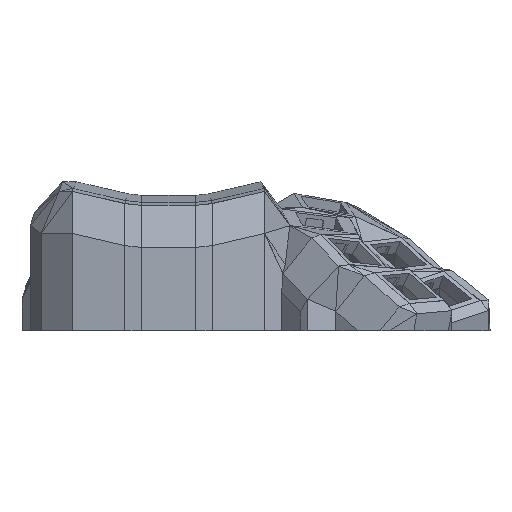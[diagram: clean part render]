
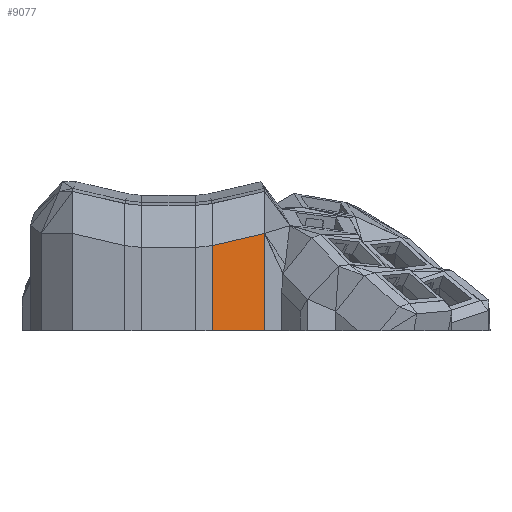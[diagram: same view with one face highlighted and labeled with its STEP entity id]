
A CAD part, left-side view. The second image highlights one B-rep face of the part: STEP entity #9077.
In plain terms, the highlighted planar face has unit normal (-0.991, -0.133, 0).
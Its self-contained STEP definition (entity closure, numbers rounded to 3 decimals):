
#71 = PLANE('',#72);
#72 = AXIS2_PLACEMENT_3D('',#73,#74,#75);
#73 = CARTESIAN_POINT('',(-175.,-175.,0.));
#74 = DIRECTION('',(0.,0.,1.));
#75 = DIRECTION('',(1.,0.,0.));
#1302 = VERTEX_POINT('',#1303);
#1303 = CARTESIAN_POINT('',(-89.924,-14.577,0.));
#1316 = PLANE('',#1317);
#1317 = AXIS2_PLACEMENT_3D('',#1318,#1319,#1320);
#1318 = CARTESIAN_POINT('',(-90.056,-12.569,
    24.832));
#1319 = DIRECTION('',(0.998,0.066,
    0.));
#1320 = DIRECTION('',(-0.066,0.998,
    0.));
#1327 = EDGE_CURVE('',#1328,#1302,#1330,.T.);
#1328 = VERTEX_POINT('',#1329);
#1329 = CARTESIAN_POINT('',(-87.594,-31.964,0.));
#1330 = SURFACE_CURVE('',#1331,(#1335,#1341),.PCURVE_S1.);
#1331 = LINE('',#1332,#1333);
#1332 = CARTESIAN_POINT('',(-79.465,-92.639,0.));
#1333 = VECTOR('',#1334,1.);
#1334 = DIRECTION('',(-0.133,0.991,0.));
#1335 = PCURVE('',#71,#1336);
#1336 = DEFINITIONAL_REPRESENTATION('',(#1337),#1340);
#1337 = B_SPLINE_CURVE_WITH_KNOTS('',1,(#1338,#1339),.UNSPECIFIED.,.F.,
  .F.,(2,2),(61.218,78.76),.PIECEWISE_BEZIER_KNOTS.);
#1338 = CARTESIAN_POINT('',(87.406,143.036));
#1339 = CARTESIAN_POINT('',(85.076,160.423));
#1340 = ( GEOMETRIC_REPRESENTATION_CONTEXT(2) 
PARAMETRIC_REPRESENTATION_CONTEXT() REPRESENTATION_CONTEXT('2D SPACE',''
  ) );
#1341 = PCURVE('',#1342,#1347);
#1342 = PLANE('',#1343);
#1343 = AXIS2_PLACEMENT_3D('',#1344,#1345,#1346);
#1344 = CARTESIAN_POINT('',(-88.621,-24.304,
    27.01));
#1345 = DIRECTION('',(-0.991,-0.133,-0.));
#1346 = DIRECTION('',(0.133,-0.991,0.));
#1347 = DEFINITIONAL_REPRESENTATION('',(#1348),#1351);
#1348 = B_SPLINE_CURVE_WITH_KNOTS('',1,(#1349,#1350),.UNSPECIFIED.,.F.,
  .F.,(2,2),(61.218,78.76),.PIECEWISE_BEZIER_KNOTS.);
#1349 = CARTESIAN_POINT('',(7.728,-27.01));
#1350 = CARTESIAN_POINT('',(-9.814,-27.01));
#1351 = ( GEOMETRIC_REPRESENTATION_CONTEXT(2) 
PARAMETRIC_REPRESENTATION_CONTEXT() REPRESENTATION_CONTEXT('2D SPACE',''
  ) );
#1368 = PLANE('',#1369);
#1369 = AXIS2_PLACEMENT_3D('',#1370,#1371,#1372);
#1370 = CARTESIAN_POINT('',(-86.104,-33.568,
    11.511));
#1371 = DIRECTION('',(0.733,0.681,0.)
  );
#1372 = DIRECTION('',(-0.681,0.733,0.));
#5495 = EDGE_CURVE('',#1328,#5496,#5498,.T.);
#5496 = VERTEX_POINT('',#5497);
#5497 = CARTESIAN_POINT('',(-87.594,-31.964,
    32.408));
#5498 = SURFACE_CURVE('',#5499,(#5503,#5510),.PCURVE_S1.);
#5499 = LINE('',#5500,#5501);
#5500 = CARTESIAN_POINT('',(-87.594,-31.964,-10.));
#5501 = VECTOR('',#5502,1.);
#5502 = DIRECTION('',(0.,0.,1.));
#5503 = PCURVE('',#1368,#5504);
#5504 = DEFINITIONAL_REPRESENTATION('',(#5505),#5509);
#5505 = LINE('',#5506,#5507);
#5506 = CARTESIAN_POINT('',(2.19,-21.511));
#5507 = VECTOR('',#5508,1.);
#5508 = DIRECTION('',(0.,1.));
#5509 = ( GEOMETRIC_REPRESENTATION_CONTEXT(2) 
PARAMETRIC_REPRESENTATION_CONTEXT() REPRESENTATION_CONTEXT('2D SPACE',''
  ) );
#5510 = PCURVE('',#1342,#5511);
#5511 = DEFINITIONAL_REPRESENTATION('',(#5512),#5516);
#5512 = LINE('',#5513,#5514);
#5513 = CARTESIAN_POINT('',(7.728,-37.01));
#5514 = VECTOR('',#5515,1.);
#5515 = DIRECTION('',(0.,1.));
#5516 = ( GEOMETRIC_REPRESENTATION_CONTEXT(2) 
PARAMETRIC_REPRESENTATION_CONTEXT() REPRESENTATION_CONTEXT('2D SPACE',''
  ) );
#9077 = ADVANCED_FACE('',(#9078),#1342,.T.);
#9078 = FACE_BOUND('',#9079,.T.);
#9079 = EDGE_LOOP('',(#9080,#9107,#9128,#9129));
#9080 = ORIENTED_EDGE('',*,*,#9081,.F.);
#9081 = EDGE_CURVE('',#9082,#5496,#9084,.T.);
#9082 = VERTEX_POINT('',#9083);
#9083 = CARTESIAN_POINT('',(-89.924,-14.577,
    28.374));
#9084 = SURFACE_CURVE('',#9085,(#9089,#9096),.PCURVE_S1.);
#9085 = LINE('',#9086,#9087);
#9086 = CARTESIAN_POINT('',(-89.924,-14.577,
    28.374));
#9087 = VECTOR('',#9088,1.);
#9088 = DIRECTION('',(0.129,-0.966,0.224));
#9089 = PCURVE('',#1342,#9090);
#9090 = DEFINITIONAL_REPRESENTATION('',(#9091),#9095);
#9091 = LINE('',#9092,#9093);
#9092 = CARTESIAN_POINT('',(-9.814,1.363));
#9093 = VECTOR('',#9094,1.);
#9094 = DIRECTION('',(0.975,0.224));
#9095 = ( GEOMETRIC_REPRESENTATION_CONTEXT(2) 
PARAMETRIC_REPRESENTATION_CONTEXT() REPRESENTATION_CONTEXT('2D SPACE',''
  ) );
#9096 = PCURVE('',#9097,#9102);
#9097 = PLANE('',#9098);
#9098 = AXIS2_PLACEMENT_3D('',#9099,#9100,#9101);
#9099 = CARTESIAN_POINT('',(-86.729,-25.462,
    35.763));
#9100 = DIRECTION('',(0.941,0.048,-0.336));
#9101 = DIRECTION('',(0.336,0.,0.942)
  );
#9102 = DEFINITIONAL_REPRESENTATION('',(#9103),#9106);
#9103 = B_SPLINE_CURVE_WITH_KNOTS('',1,(#9104,#9105),.UNSPECIFIED.,.F.,
  .F.,(2,2),(0.,18.),.PIECEWISE_BEZIER_KNOTS.);
#9104 = CARTESIAN_POINT('',(-8.033,-10.898));
#9105 = CARTESIAN_POINT('',(-3.45,6.509));
#9106 = ( GEOMETRIC_REPRESENTATION_CONTEXT(2) 
PARAMETRIC_REPRESENTATION_CONTEXT() REPRESENTATION_CONTEXT('2D SPACE',''
  ) );
#9107 = ORIENTED_EDGE('',*,*,#9108,.T.);
#9108 = EDGE_CURVE('',#9082,#1302,#9109,.T.);
#9109 = SURFACE_CURVE('',#9110,(#9114,#9121),.PCURVE_S1.);
#9110 = LINE('',#9111,#9112);
#9111 = CARTESIAN_POINT('',(-89.924,-14.577,
    28.374));
#9112 = VECTOR('',#9113,1.);
#9113 = DIRECTION('',(0.,0.,-1.));
#9114 = PCURVE('',#1342,#9115);
#9115 = DEFINITIONAL_REPRESENTATION('',(#9116),#9120);
#9116 = LINE('',#9117,#9118);
#9117 = CARTESIAN_POINT('',(-9.814,1.363));
#9118 = VECTOR('',#9119,1.);
#9119 = DIRECTION('',(0.,-1.));
#9120 = ( GEOMETRIC_REPRESENTATION_CONTEXT(2) 
PARAMETRIC_REPRESENTATION_CONTEXT() REPRESENTATION_CONTEXT('2D SPACE',''
  ) );
#9121 = PCURVE('',#1316,#9122);
#9122 = DEFINITIONAL_REPRESENTATION('',(#9123),#9127);
#9123 = LINE('',#9124,#9125);
#9124 = CARTESIAN_POINT('',(-2.012,3.541));
#9125 = VECTOR('',#9126,1.);
#9126 = DIRECTION('',(0.,-1.));
#9127 = ( GEOMETRIC_REPRESENTATION_CONTEXT(2) 
PARAMETRIC_REPRESENTATION_CONTEXT() REPRESENTATION_CONTEXT('2D SPACE',''
  ) );
#9128 = ORIENTED_EDGE('',*,*,#1327,.F.);
#9129 = ORIENTED_EDGE('',*,*,#5495,.T.);
